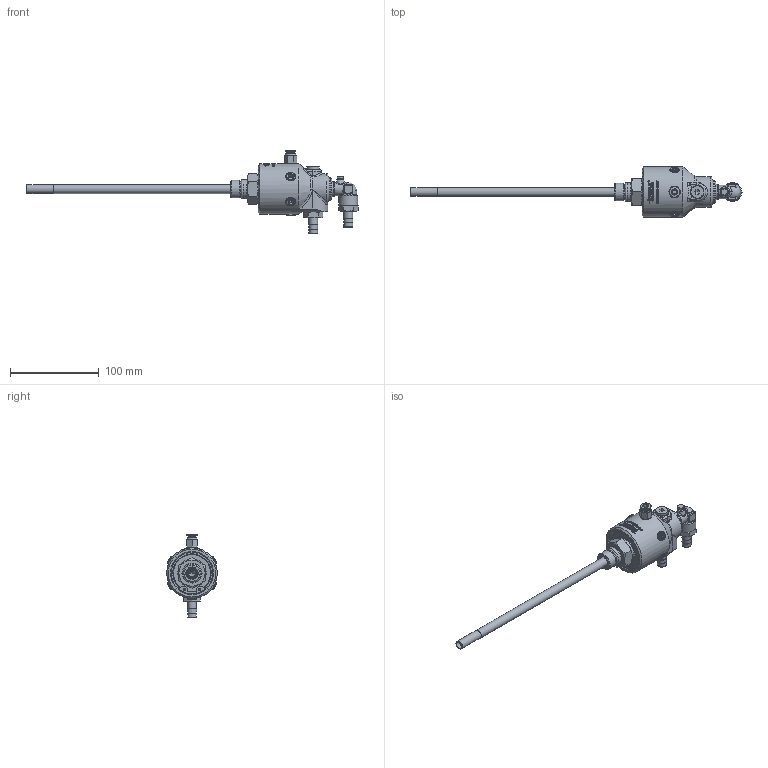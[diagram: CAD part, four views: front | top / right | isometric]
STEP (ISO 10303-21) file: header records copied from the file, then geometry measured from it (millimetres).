
FILE_DESCRIPTION((''),'2;1');
FILE_NAME('157-267-136-IC_RevC.stp','2015-10-16T08:35:44',('cdunkel'),(''),'Autodesk Inventor 2013','Autodesk Inventor 2013','');
FILE_SCHEMA(('CONFIG_CONTROL_DESIGN'));
Length unit declared in the file: millimetre
Products named in the file (1): 157-267-136-IC
Bounding box: 374.97 x 57 x 94.5 mm (x, y, z)
Volume: 184045.9 mm3; surface area: 58853.6 mm2
Topology: 3 solids, 5 shells, 918 faces, 2295 edges, 1477 vertices
Faces by surface type: plane 406, bspline 240, cylinder 144, cone 101, torus 24, sphere 3
Full cylindrical faces by diameter (mm): 2.48 x2, 3.621 x1, 4 x1, 4.6 x1, 5 x1, 5.9 x1, 6 x1, 6.274 x5, 7.5 x3, 8 x1, 8.4 x1, 8.566 x1, 9.5 x1, 9.9 x1, 10 x5, 12 x1, 12.4 x1, 12.7 x1, 13.889 x1, 14 x1, 14.95 x2, 15 x2, 17.7 x2, 19.05 x1, 20 x1, 20.8 x1, 21 x2, 24.7 x1, 25.4 x1, 27.9 x1
Entity records: 32820 total; most frequent: CARTESIAN_POINT 12783, ORIENTED_EDGE 4182, DIRECTION 3559, EDGE_CURVE 2091, VERTEX_POINT 1414, AXIS2_PLACEMENT_3D 1412, EDGE_LOOP 1169, FACE_OUTER_BOUND 917
